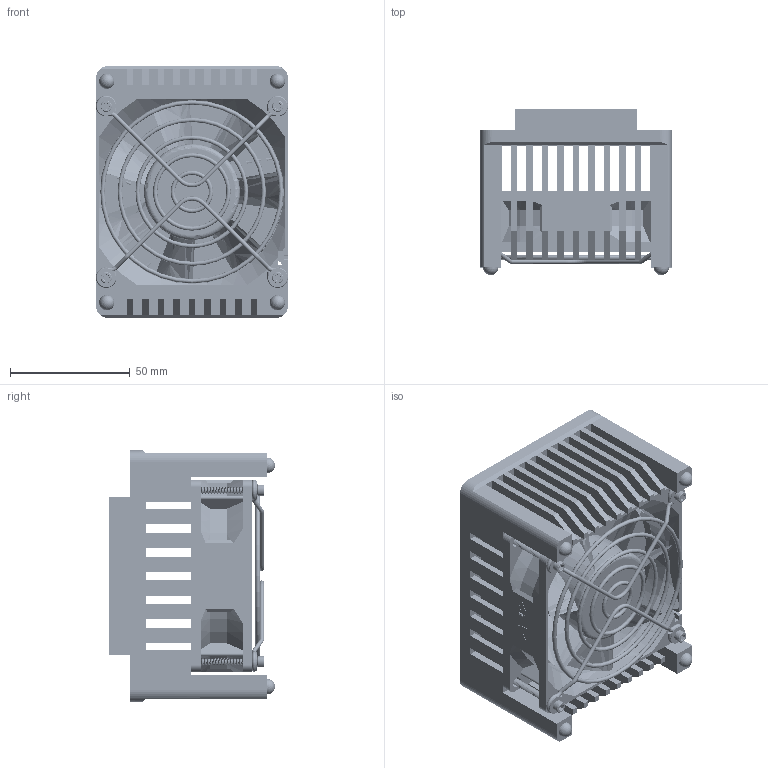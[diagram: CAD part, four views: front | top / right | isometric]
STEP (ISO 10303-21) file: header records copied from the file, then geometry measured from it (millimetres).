
FILE_DESCRIPTION (( 'STEP AP214' ), '1' );
FILE_NAME ('UA-95-S5-2.STEP', '2025-11-10T17:38:46', ( '' ), ( '' ), 'SwSTEP 2.0', 'SolidWorks 2021', '' );
FILE_SCHEMA (( 'AUTOMOTIVE_DESIGN' ));
Length unit declared in the file: inch
Products named in the file (1): UA-95-S5-2
Bounding box: 80.4 x 69.22 x 105 mm (x, y, z)
Volume: 238957.7 mm3; surface area: 134681.9 mm2
Topology: 16 solids, 37 shells, 3017 faces, 8012 edges, 5192 vertices
Faces by surface type: cylinder 1235, plane 1192, bspline 273, cone 213, torus 96, sphere 8
Entity records: 130142 total; most frequent: CARTESIAN_POINT 62012, ORIENTED_EDGE 15846, DIRECTION 11967, EDGE_CURVE 7923, VERTEX_POINT 5188, LINE 4129, VECTOR 4129, AXIS2_PLACEMENT_3D 3919
